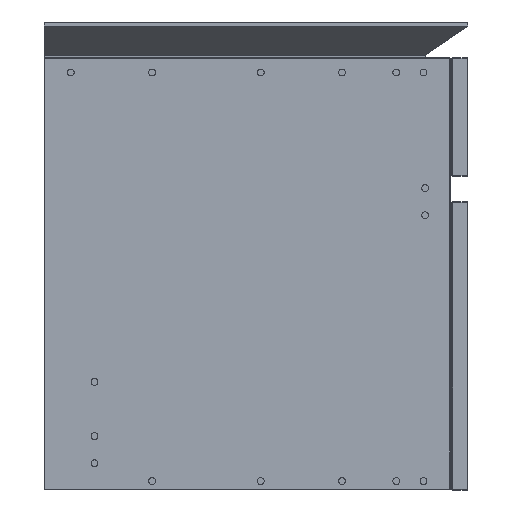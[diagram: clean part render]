
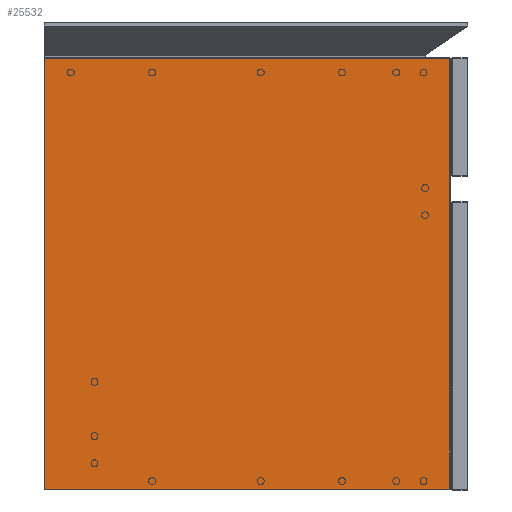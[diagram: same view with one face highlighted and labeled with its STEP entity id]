
A CAD part, left-side view. The second image highlights one B-rep face of the part: STEP entity #25532.
In plain terms, the highlighted planar face has unit normal (-1, 0, 0).
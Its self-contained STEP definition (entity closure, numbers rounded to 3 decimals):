
#23876=CARTESIAN_POINT('',(-2934.65,6214.705,-0.8));
#23877=VERTEX_POINT('',#23876);
#23884=CARTESIAN_POINT('',(-2934.65,5736.836,-0.8));
#23885=VERTEX_POINT('',#23884);
#23886=CARTESIAN_POINT('',(-2934.65,6214.705,-0.8));
#23887=DIRECTION('',(0.0,-1.0,0.0));
#23888=VECTOR('',#23887,477.869);
#23889=LINE('',#23886,#23888);
#23890=EDGE_CURVE('',#23877,#23885,#23889,.T.);
#23906=CARTESIAN_POINT('',(-2934.65,5736.836,-509.2));
#23907=VERTEX_POINT('',#23906);
#23908=CARTESIAN_POINT('',(-2934.65,6214.705,-509.2));
#23909=VERTEX_POINT('',#23908);
#23910=CARTESIAN_POINT('',(-2934.65,5736.836,-509.2));
#23911=DIRECTION('',(0.0,1.0,0.0));
#23912=VECTOR('',#23911,477.869);
#23913=LINE('',#23910,#23912);
#23914=EDGE_CURVE('',#23907,#23909,#23913,.T.);
#23946=CARTESIAN_POINT('',(-2934.65,5736.505,-508.869));
#23947=VERTEX_POINT('',#23946);
#23948=CARTESIAN_POINT('',(-2934.65,5736.505,-508.869));
#23949=DIRECTION('',(0.0,0.707,-0.707));
#23950=VECTOR('',#23949,0.469);
#23951=LINE('',#23948,#23950);
#23952=EDGE_CURVE('',#23947,#23907,#23951,.T.);
#23977=CARTESIAN_POINT('',(-2934.65,5736.505,-1.131));
#23978=VERTEX_POINT('',#23977);
#23979=CARTESIAN_POINT('',(-2934.65,5736.505,-1.131));
#23980=DIRECTION('',(0.0,0.0,-1.0));
#23981=VECTOR('',#23980,507.737);
#23982=LINE('',#23979,#23981);
#23983=EDGE_CURVE('',#23978,#23947,#23982,.T.);
#24008=CARTESIAN_POINT('',(-2934.65,5736.836,-0.8));
#24009=DIRECTION('',(0.0,-0.707,-0.707));
#24010=VECTOR('',#24009,0.469);
#24011=LINE('',#24008,#24010);
#24012=EDGE_CURVE('',#23885,#23978,#24011,.T.);
#24166=CARTESIAN_POINT('',(-2934.65,6214.705,-509.2));
#24167=DIRECTION('',(0.0,0.0,1.0));
#24168=VECTOR('',#24167,508.4);
#24169=LINE('',#24166,#24168);
#24170=EDGE_CURVE('',#23909,#23877,#24169,.T.);
#25519=CARTESIAN_POINT('',(-2934.65,5975.605,-0.799));
#25520=DIRECTION('',(-1.0,0.0,0.0));
#25521=DIRECTION('',(0.0,0.0,1.0));
#25522=AXIS2_PLACEMENT_3D('',#25519,#25520,#25521);
#25523=PLANE('',#25522);
#25524=ORIENTED_EDGE('',*,*,#23890,.F.);
#25525=ORIENTED_EDGE('',*,*,#24170,.F.);
#25526=ORIENTED_EDGE('',*,*,#23914,.F.);
#25527=ORIENTED_EDGE('',*,*,#23952,.F.);
#25528=ORIENTED_EDGE('',*,*,#23983,.F.);
#25529=ORIENTED_EDGE('',*,*,#24012,.F.);
#25530=EDGE_LOOP('',(#25524,#25525,#25526,#25527,#25528,#25529));
#25531=FACE_OUTER_BOUND('',#25530,.T.);
#25532=ADVANCED_FACE('',(#25531),#25523,.T.);
